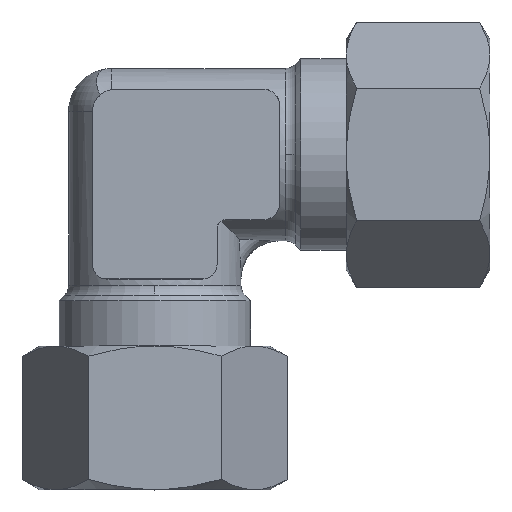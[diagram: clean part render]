
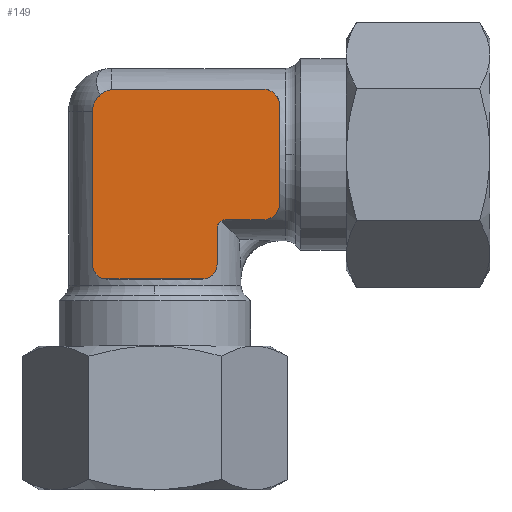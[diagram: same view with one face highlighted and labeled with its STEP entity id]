
A CAD part, top view. The second image highlights one B-rep face of the part: STEP entity #149.
In plain terms, the highlighted planar face has unit normal (0, 0, 1).
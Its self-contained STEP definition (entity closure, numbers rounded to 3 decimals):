
#149=ADVANCED_FACE('',(#373),#374,.T.);
#373=FACE_OUTER_BOUND('',#613,.T.);
#374=PLANE('',#614);
#613=EDGE_LOOP('',(#1415,#1416,#1417,#1418,#1419,#1420,#1421,#1422,#1423,#1424,#1425,#1426,#1427,#1428,#1429));
#614=AXIS2_PLACEMENT_3D('',#1430,#1431,#1432);
#1415=ORIENTED_EDGE('',*,*,#1620,.F.);
#1416=ORIENTED_EDGE('',*,*,#1822,.F.);
#1417=ORIENTED_EDGE('',*,*,#1833,.F.);
#1418=ORIENTED_EDGE('',*,*,#1849,.F.);
#1419=ORIENTED_EDGE('',*,*,#1847,.F.);
#1420=ORIENTED_EDGE('',*,*,#1845,.F.);
#1421=ORIENTED_EDGE('',*,*,#1843,.F.);
#1422=ORIENTED_EDGE('',*,*,#1841,.F.);
#1423=ORIENTED_EDGE('',*,*,#1839,.F.);
#1424=ORIENTED_EDGE('',*,*,#1837,.F.);
#1425=ORIENTED_EDGE('',*,*,#1798,.F.);
#1426=ORIENTED_EDGE('',*,*,#1805,.F.);
#1427=ORIENTED_EDGE('',*,*,#1627,.F.);
#1428=ORIENTED_EDGE('',*,*,#1810,.F.);
#1429=ORIENTED_EDGE('',*,*,#1815,.F.);
#1430=CARTESIAN_POINT('',(2.706,-2.558,9.5));
#1431=DIRECTION('',(0.0,0.0,1.0));
#1432=DIRECTION('',(1.0,0.0,0.0));
#1620=EDGE_CURVE('',#1946,#1944,#1948,.T.);
#1627=EDGE_CURVE('',#1959,#1957,#1961,.T.);
#1798=EDGE_CURVE('',#2232,#2234,#2235,.T.);
#1805=EDGE_CURVE('',#1957,#2232,#2243,.T.);
#1810=EDGE_CURVE('',#2249,#1959,#2251,.T.);
#1815=EDGE_CURVE('',#1944,#2249,#2257,.T.);
#1822=EDGE_CURVE('',#2266,#1946,#2268,.T.);
#1833=EDGE_CURVE('',#2283,#2266,#2285,.T.);
#1837=EDGE_CURVE('',#2234,#2290,#2291,.T.);
#1839=EDGE_CURVE('',#2290,#2293,#2294,.T.);
#1841=EDGE_CURVE('',#2293,#2296,#2297,.T.);
#1843=EDGE_CURVE('',#2296,#2299,#2300,.T.);
#1845=EDGE_CURVE('',#2299,#2302,#2303,.T.);
#1847=EDGE_CURVE('',#2302,#2305,#2306,.T.);
#1849=EDGE_CURVE('',#2305,#2283,#2308,.T.);
#1944=VERTEX_POINT('',#2517);
#1946=VERTEX_POINT('',#2520);
#1948=CIRCLE('',#2523,1.583);
#1957=VERTEX_POINT('',#2547);
#1959=VERTEX_POINT('',#2550);
#1961=CIRCLE('',#2553,1.583);
#2232=VERTEX_POINT('',#3564);
#2234=VERTEX_POINT('',#3567);
#2235=LINE('',#3568,#3569);
#2243=CIRCLE('',#3605,1.583);
#2249=VERTEX_POINT('',#3613);
#2251=LINE('',#3616,#3617);
#2257=CIRCLE('',#3638,1.583);
#2266=VERTEX_POINT('',#3651);
#2268=LINE('',#3654,#3655);
#2283=VERTEX_POINT('',#3718);
#2285=CIRCLE('',#3721,2.341);
#2290=VERTEX_POINT('',#3728);
#2291=LINE('',#3729,#3730);
#2293=VERTEX_POINT('',#3733);
#2294=CIRCLE('',#3734,0.992);
#2296=VERTEX_POINT('',#3737);
#2297=LINE('',#3738,#3739);
#2299=VERTEX_POINT('',#3742);
#2300=CIRCLE('',#3743,1.5);
#2302=VERTEX_POINT('',#3746);
#2303=LINE('',#3747,#3748);
#2305=VERTEX_POINT('',#3751);
#2306=CIRCLE('',#3752,1.5);
#2308=LINE('',#3755,#3756);
#2517=CARTESIAN_POINT('',(13.001,5.225,9.5));
#2520=CARTESIAN_POINT('',(11.5,6.806,9.5));
#2523=AXIS2_PLACEMENT_3D('',#3880,#3881,#3882);
#2547=CARTESIAN_POINT('',(13.001,-5.225,9.5));
#2550=CARTESIAN_POINT('',(13.0,-5.176,9.5));
#2553=AXIS2_PLACEMENT_3D('',#3890,#3891,#3892);
#3564=CARTESIAN_POINT('',(11.5,-6.806,9.5));
#3567=CARTESIAN_POINT('',(9.832,-6.806,9.5));
#3568=CARTESIAN_POINT('',(9.832,-6.806,9.5));
#3569=VECTOR('',#4125,1.0);
#3605=AXIS2_PLACEMENT_3D('',#4134,#4135,#4136);
#3613=CARTESIAN_POINT('',(13.0,5.176,9.5));
#3616=CARTESIAN_POINT('',(13.0,5.176,9.5));
#3617=VECTOR('',#4143,1.0);
#3638=AXIS2_PLACEMENT_3D('',#4149,#4150,#4151);
#3651=CARTESIAN_POINT('',(-4.2,6.806,9.5));
#3654=CARTESIAN_POINT('',(-4.2,6.806,9.5));
#3655=VECTOR('',#4160,1.0);
#3718=CARTESIAN_POINT('',(-6.5,4.47,9.5));
#3721=AXIS2_PLACEMENT_3D('',#4168,#4169,#4170);
#3728=CARTESIAN_POINT('',(7.5,-6.766,9.5));
#3729=CARTESIAN_POINT('',(7.5,-6.766,9.5));
#3730=VECTOR('',#4176,1.0);
#3733=CARTESIAN_POINT('',(6.5,-7.631,9.5));
#3734=AXIS2_PLACEMENT_3D('',#4178,#4179,#4180);
#3737=CARTESIAN_POINT('',(6.5,-11.5,9.5));
#3738=CARTESIAN_POINT('',(6.5,-11.5,9.5));
#3739=VECTOR('',#4182,1.0);
#3742=CARTESIAN_POINT('',(5.0,-13.,9.5));
#3743=AXIS2_PLACEMENT_3D('',#4184,#4185,#4186);
#3746=CARTESIAN_POINT('',(-5.0,-13.,9.5));
#3747=CARTESIAN_POINT('',(-5.0,-13.,9.5));
#3748=VECTOR('',#4188,1.0);
#3751=CARTESIAN_POINT('',(-6.5,-11.5,9.5));
#3752=AXIS2_PLACEMENT_3D('',#4190,#4191,#4192);
#3755=CARTESIAN_POINT('',(-6.5,-11.5,9.5));
#3756=VECTOR('',#4194,1.0);
#3880=CARTESIAN_POINT('',(11.417,5.225,9.5));
#3881=DIRECTION('',(0.0,0.0,-1.0));
#3882=DIRECTION('',(1.0,0.0,0.0));
#3890=CARTESIAN_POINT('',(11.417,-5.225,9.5));
#3891=DIRECTION('',(0.0,0.0,-1.0));
#3892=DIRECTION('',(1.0,0.0,0.0));
#4125=DIRECTION('',(-1.0,0.,-0.0));
#4134=CARTESIAN_POINT('',(11.417,-5.225,9.5));
#4135=DIRECTION('',(0.0,0.0,-1.0));
#4136=DIRECTION('',(1.0,0.0,0.0));
#4143=DIRECTION('',(0.0,-1.0,0.0));
#4149=CARTESIAN_POINT('',(11.417,5.225,9.5));
#4150=DIRECTION('',(0.0,0.0,-1.0));
#4151=DIRECTION('',(1.0,0.0,0.0));
#4160=DIRECTION('',(1.0,0.0,0.0));
#4168=CARTESIAN_POINT('',(-4.159,4.466,9.5));
#4169=DIRECTION('',(0.0,0.0,-1.0));
#4170=DIRECTION('',(1.0,0.0,0.0));
#4176=DIRECTION('',(-1.,0.017,0.0));
#4178=CARTESIAN_POINT('',(7.484,-7.758,9.5));
#4179=DIRECTION('',(0.0,0.0,1.0));
#4180=DIRECTION('',(1.0,0.0,0.0));
#4182=DIRECTION('',(-0.0,-1.0,-0.0));
#4184=CARTESIAN_POINT('',(5.0,-11.5,9.5));
#4185=DIRECTION('',(0.0,0.0,-1.0));
#4186=DIRECTION('',(1.0,0.0,0.0));
#4188=DIRECTION('',(-1.0,-0.0,-0.0));
#4190=CARTESIAN_POINT('',(-5.0,-11.5,9.5));
#4191=DIRECTION('',(0.0,0.0,-1.0));
#4192=DIRECTION('',(1.0,0.0,0.0));
#4194=DIRECTION('',(0.0,1.0,0.0));
